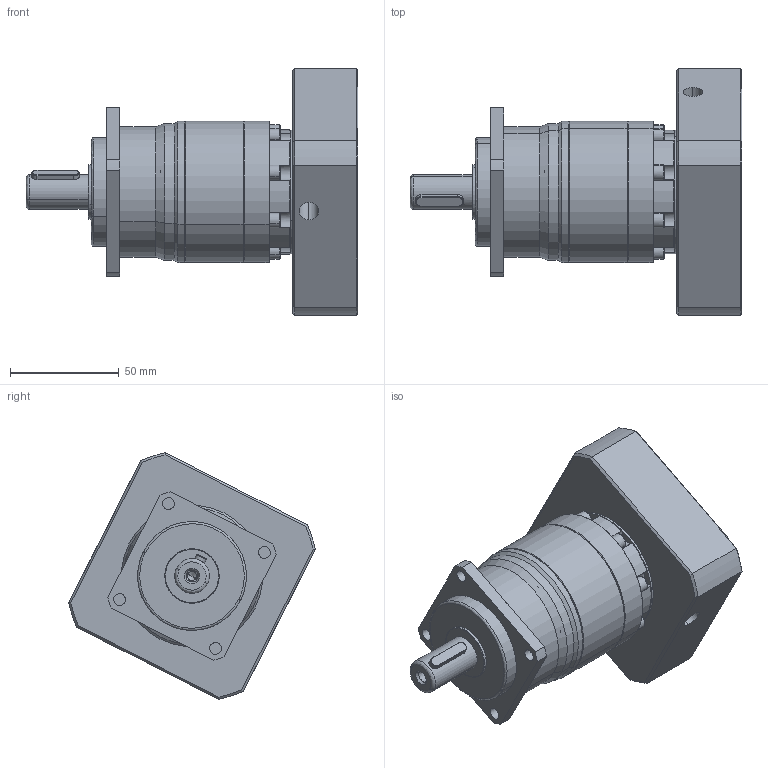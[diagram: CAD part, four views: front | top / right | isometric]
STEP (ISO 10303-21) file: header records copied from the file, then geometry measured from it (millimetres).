
FILE_DESCRIPTION (( 'STEP AP214' ), '1' );
FILE_NAME ('PB060-L2-16-80-100M6.STEP', '2022-02-12T07:45:58', ( 'admin' ), ( '' ), 'SwSTEP 2.0', 'SolidWorks 2013', '' );
FILE_SCHEMA (( 'AUTOMOTIVE_DESIGN' ));
Length unit declared in the file: millimetre
Products named in the file (4): PB060-80-100M6; PB060-L2_X2_58F34F537AEF_X0_-16; PB060_X2_8F9351FA7AEF_X0_; PB060-L2-16-80-100M6
Assembly tree (3 placements, depth 2):
  PB060-L2-16-80-100M6
    PB060_X2_8F9351FA7AEF_X0_
    PB060-L2_X2_58F34F537AEF_X0_-16
    PB060-80-100M6
Bounding box: 152.5 x 113.39 x 113.39 mm (x, y, z)
Volume: 404676.3 mm3; surface area: 82732.7 mm2
Topology: 4 solids, 4 shells, 505 faces, 1217 edges, 721 vertices
Faces by surface type: cylinder 187, plane 177, cone 116, bspline 25
Entity records: 20995 total; most frequent: CARTESIAN_POINT 3689, DIRECTION 2512, ORIENTED_EDGE 2326, EDGE_CURVE 1163, AXIS2_PLACEMENT_3D 956, VERTEX_POINT 721, VECTOR 600, LINE 600
